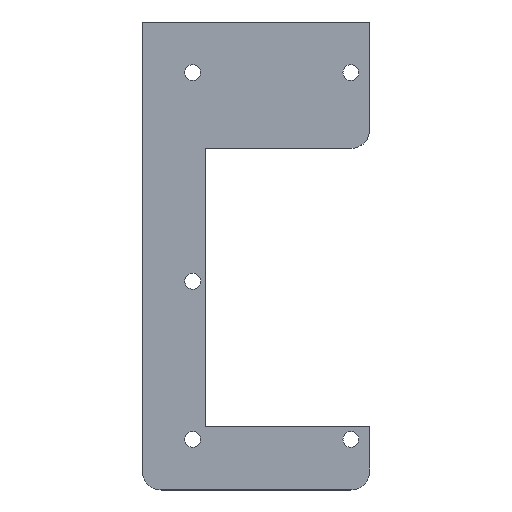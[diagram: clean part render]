
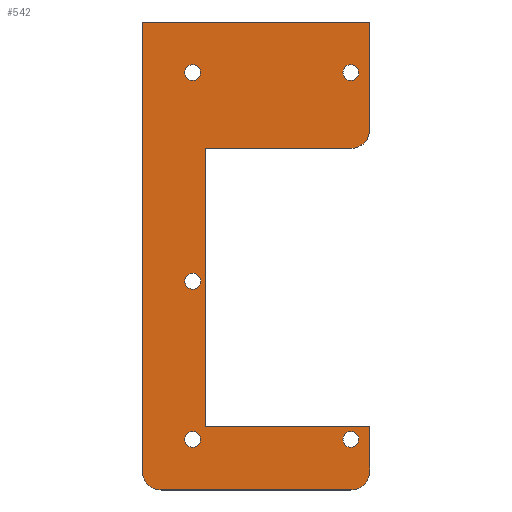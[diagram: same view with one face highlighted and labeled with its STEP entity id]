
A CAD part, top view. The second image highlights one B-rep face of the part: STEP entity #542.
In plain terms, the highlighted planar face has unit normal (0, 0, 1).
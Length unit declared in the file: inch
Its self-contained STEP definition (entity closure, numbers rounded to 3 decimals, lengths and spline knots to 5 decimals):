
#5 = DIRECTION ( 'NONE',  ( -1., 0., 0. ) ) ;
#12 = LINE ( 'NONE', #455, #430 ) ;
#32 = CARTESIAN_POINT ( 'NONE',  ( 4.125, 7.125, 0.125 ) ) ;
#34 = EDGE_CURVE ( 'NONE', #388, #388, #328, .T. ) ;
#47 = DIRECTION ( 'NONE',  ( 0., 0., -1. ) ) ;
#48 = CARTESIAN_POINT ( 'NONE',  ( 4.28125, 8.25, 0.125 ) ) ;
#51 = LINE ( 'NONE', #305, #317 ) ;
#63 = EDGE_CURVE ( 'NONE', #381, #540, #184, .T. ) ;
#64 = ORIENTED_EDGE ( 'NONE', *, *, #586, .T. ) ;
#68 = CARTESIAN_POINT ( 'NONE',  ( 1.15625, 1., 0.125 ) ) ;
#70 = CIRCLE ( 'NONE', #268, 0.375 ) ;
#71 = CARTESIAN_POINT ( 'NONE',  ( 1., 8.25, 0.125 ) ) ;
#76 = ORIENTED_EDGE ( 'NONE', *, *, #443, .T. ) ;
#80 = CARTESIAN_POINT ( 'NONE',  ( 0., 9.25, 0.125 ) ) ;
#81 = EDGE_CURVE ( 'NONE', #237, #584, #12, .T. ) ;
#86 = DIRECTION ( 'NONE',  ( 0., 0., -1. ) ) ;
#90 = ORIENTED_EDGE ( 'NONE', *, *, #115, .T. ) ;
#95 = LINE ( 'NONE', #446, #440 ) ;
#98 = AXIS2_PLACEMENT_3D ( 'NONE', #350, #594, #256 ) ;
#104 = DIRECTION ( 'NONE',  ( 1., 0., 0. ) ) ;
#113 = CARTESIAN_POINT ( 'NONE',  ( 4.125, 0.375, 0.125 ) ) ;
#115 = EDGE_CURVE ( 'NONE', #619, #531, #70, .T. ) ;
#129 = DIRECTION ( 'NONE',  ( 0., 1., 0. ) ) ;
#135 = CARTESIAN_POINT ( 'NONE',  ( 0., 6.75, 0.125 ) ) ;
#137 = DIRECTION ( 'NONE',  ( 1., 0., 0. ) ) ;
#143 = CARTESIAN_POINT ( 'NONE',  ( 0.375, 0., 0.125 ) ) ;
#154 = FACE_BOUND ( 'NONE', #507, .T. ) ;
#155 = AXIS2_PLACEMENT_3D ( 'NONE', #158, #164, #509 ) ;
#156 = CARTESIAN_POINT ( 'NONE',  ( 4.5, 9.25, 0.125 ) ) ;
#157 = FACE_BOUND ( 'NONE', #582, .T. ) ;
#158 = CARTESIAN_POINT ( 'NONE',  ( 0.375, 0.375, 0.125 ) ) ;
#163 = AXIS2_PLACEMENT_3D ( 'NONE', #575, #278, #415 ) ;
#164 = DIRECTION ( 'NONE',  ( 0., 0., 1. ) ) ;
#168 = EDGE_CURVE ( 'NONE', #596, #596, #236, .T. ) ;
#171 = CIRCLE ( 'NONE', #259, 0.15625 ) ;
#179 = DIRECTION ( 'NONE',  ( 1., 0., 0. ) ) ;
#183 = AXIS2_PLACEMENT_3D ( 'NONE', #32, #547, #502 ) ;
#184 = CIRCLE ( 'NONE', #155, 0.375 ) ;
#188 = VERTEX_POINT ( 'NONE', #472 ) ;
#195 = ORIENTED_EDGE ( 'NONE', *, *, #287, .T. ) ;
#201 = CARTESIAN_POINT ( 'NONE',  ( 4.125, 0., 0.125 ) ) ;
#203 = CARTESIAN_POINT ( 'NONE',  ( 4.5, 0.375, 0.125 ) ) ;
#216 = VECTOR ( 'NONE', #129, 39.37008 ) ;
#220 = DIRECTION ( 'NONE',  ( 1., 0., 0. ) ) ;
#225 = VECTOR ( 'NONE', #343, 39.37008 ) ;
#227 = VERTEX_POINT ( 'NONE', #332 ) ;
#229 = LINE ( 'NONE', #135, #380 ) ;
#234 = CARTESIAN_POINT ( 'NONE',  ( 4.5, 1.25, 0.125 ) ) ;
#236 = CIRCLE ( 'NONE', #163, 0.15625 ) ;
#237 = VERTEX_POINT ( 'NONE', #234 ) ;
#239 = EDGE_CURVE ( 'NONE', #227, #240, #229, .T. ) ;
#240 = VERTEX_POINT ( 'NONE', #529 ) ;
#242 = DIRECTION ( 'NONE',  ( 1., 0., 0. ) ) ;
#251 = LINE ( 'NONE', #550, #588 ) ;
#253 = CARTESIAN_POINT ( 'NONE',  ( 1.15625, 8.25, 0.125 ) ) ;
#255 = CARTESIAN_POINT ( 'NONE',  ( 1., 1., 0.125 ) ) ;
#256 = DIRECTION ( 'NONE',  ( 1., 0., 0. ) ) ;
#259 = AXIS2_PLACEMENT_3D ( 'NONE', #255, #543, #104 ) ;
#265 = EDGE_CURVE ( 'NONE', #642, #642, #647, .T. ) ;
#266 = DIRECTION ( 'NONE',  ( -1., 0., 0. ) ) ;
#268 = AXIS2_PLACEMENT_3D ( 'NONE', #113, #314, #511 ) ;
#271 = EDGE_LOOP ( 'NONE', ( #292, #279, #470, #569, #64, #90, #195, #372, #566, #490, #322 ) ) ;
#278 = DIRECTION ( 'NONE',  ( 0., 0., -1. ) ) ;
#279 = ORIENTED_EDGE ( 'NONE', *, *, #581, .T. ) ;
#284 = EDGE_LOOP ( 'NONE', ( #486 ) ) ;
#287 = EDGE_CURVE ( 'NONE', #531, #237, #525, .T. ) ;
#291 = CARTESIAN_POINT ( 'NONE',  ( 4.5, 9.25, 0.125 ) ) ;
#292 = ORIENTED_EDGE ( 'NONE', *, *, #484, .T. ) ;
#298 = FACE_BOUND ( 'NONE', #503, .T. ) ;
#301 = CARTESIAN_POINT ( 'NONE',  ( 4.125, 1., 0.125 ) ) ;
#302 = FACE_BOUND ( 'NONE', #284, .T. ) ;
#305 = CARTESIAN_POINT ( 'NONE',  ( 0., 9.25, 0.125 ) ) ;
#307 = VERTEX_POINT ( 'NONE', #80 ) ;
#308 = DIRECTION ( 'NONE',  ( 0., 0., -1. ) ) ;
#314 = DIRECTION ( 'NONE',  ( 0., 0., 1. ) ) ;
#317 = VECTOR ( 'NONE', #5, 39.37008 ) ;
#322 = ORIENTED_EDGE ( 'NONE', *, *, #364, .T. ) ;
#328 = CIRCLE ( 'NONE', #407, 0.15625 ) ;
#332 = CARTESIAN_POINT ( 'NONE',  ( 1.25, 6.75, 0.125 ) ) ;
#342 = CARTESIAN_POINT ( 'NONE',  ( 0., 0.375, 0.125 ) ) ;
#343 = DIRECTION ( 'NONE',  ( 0., -1., 0. ) ) ;
#345 = DIRECTION ( 'NONE',  ( 0., 1., 0. ) ) ;
#350 = CARTESIAN_POINT ( 'NONE',  ( 0., 9.25, 0.125 ) ) ;
#356 = AXIS2_PLACEMENT_3D ( 'NONE', #478, #86, #179 ) ;
#363 = VERTEX_POINT ( 'NONE', #464 ) ;
#364 = EDGE_CURVE ( 'NONE', #240, #188, #577, .T. ) ;
#367 = AXIS2_PLACEMENT_3D ( 'NONE', #301, #47, #595 ) ;
#372 = ORIENTED_EDGE ( 'NONE', *, *, #81, .T. ) ;
#377 = ORIENTED_EDGE ( 'NONE', *, *, #34, .T. ) ;
#380 = VECTOR ( 'NONE', #137, 39.37008 ) ;
#381 = VERTEX_POINT ( 'NONE', #342 ) ;
#388 = VERTEX_POINT ( 'NONE', #253 ) ;
#391 = ORIENTED_EDGE ( 'NONE', *, *, #265, .T. ) ;
#399 = CARTESIAN_POINT ( 'NONE',  ( 0., 9.25, 0.125 ) ) ;
#407 = AXIS2_PLACEMENT_3D ( 'NONE', #71, #308, #220 ) ;
#415 = DIRECTION ( 'NONE',  ( 1., 0., 0. ) ) ;
#424 = EDGE_CURVE ( 'NONE', #363, #363, #461, .T. ) ;
#430 = VECTOR ( 'NONE', #266, 39.37008 ) ;
#439 = FACE_BOUND ( 'NONE', #517, .T. ) ;
#440 = VECTOR ( 'NONE', #242, 39.37008 ) ;
#443 = EDGE_CURVE ( 'NONE', #606, #606, #171, .T. ) ;
#444 = DIRECTION ( 'NONE',  ( 0., 1., 0. ) ) ;
#446 = CARTESIAN_POINT ( 'NONE',  ( 0., 0., 0.125 ) ) ;
#455 = CARTESIAN_POINT ( 'NONE',  ( 0., 1.25, 0.125 ) ) ;
#456 = VERTEX_POINT ( 'NONE', #156 ) ;
#461 = CIRCLE ( 'NONE', #367, 0.15625 ) ;
#464 = CARTESIAN_POINT ( 'NONE',  ( 4.28125, 1., 0.125 ) ) ;
#470 = ORIENTED_EDGE ( 'NONE', *, *, #592, .T. ) ;
#472 = CARTESIAN_POINT ( 'NONE',  ( 4.5, 7.125, 0.125 ) ) ;
#478 = CARTESIAN_POINT ( 'NONE',  ( 1., 4.125, 0.125 ) ) ;
#484 = EDGE_CURVE ( 'NONE', #188, #456, #600, .T. ) ;
#486 = ORIENTED_EDGE ( 'NONE', *, *, #424, .T. ) ;
#490 = ORIENTED_EDGE ( 'NONE', *, *, #239, .T. ) ;
#495 = FACE_OUTER_BOUND ( 'NONE', #271, .T. ) ;
#501 = LINE ( 'NONE', #399, #225 ) ;
#502 = DIRECTION ( 'NONE',  ( -1., 0., 0. ) ) ;
#503 = EDGE_LOOP ( 'NONE', ( #589 ) ) ;
#507 = EDGE_LOOP ( 'NONE', ( #391 ) ) ;
#509 = DIRECTION ( 'NONE',  ( -1., 0., 0. ) ) ;
#511 = DIRECTION ( 'NONE',  ( -1., 0., 0. ) ) ;
#517 = EDGE_LOOP ( 'NONE', ( #76 ) ) ;
#524 = VECTOR ( 'NONE', #345, 39.37008 ) ;
#525 = LINE ( 'NONE', #291, #216 ) ;
#529 = CARTESIAN_POINT ( 'NONE',  ( 4.125, 6.75, 0.125 ) ) ;
#531 = VERTEX_POINT ( 'NONE', #203 ) ;
#539 = CARTESIAN_POINT ( 'NONE',  ( 1.25, 1.25, 0.125 ) ) ;
#540 = VERTEX_POINT ( 'NONE', #143 ) ;
#541 = CARTESIAN_POINT ( 'NONE',  ( 4.5, 9.25, 0.125 ) ) ;
#542 = ADVANCED_FACE ( 'NONE', ( #495, #439, #154, #157, #298, #302 ), #601, .T. ) ;
#543 = DIRECTION ( 'NONE',  ( 0., 0., -1. ) ) ;
#547 = DIRECTION ( 'NONE',  ( 0., 0., 1. ) ) ;
#550 = CARTESIAN_POINT ( 'NONE',  ( 1.25, 9.25, 0.125 ) ) ;
#566 = ORIENTED_EDGE ( 'NONE', *, *, #599, .T. ) ;
#569 = ORIENTED_EDGE ( 'NONE', *, *, #63, .T. ) ;
#575 = CARTESIAN_POINT ( 'NONE',  ( 4.125, 8.25, 0.125 ) ) ;
#577 = CIRCLE ( 'NONE', #183, 0.375 ) ;
#581 = EDGE_CURVE ( 'NONE', #456, #307, #51, .T. ) ;
#582 = EDGE_LOOP ( 'NONE', ( #377 ) ) ;
#584 = VERTEX_POINT ( 'NONE', #539 ) ;
#586 = EDGE_CURVE ( 'NONE', #540, #619, #95, .T. ) ;
#588 = VECTOR ( 'NONE', #444, 39.37008 ) ;
#589 = ORIENTED_EDGE ( 'NONE', *, *, #168, .T. ) ;
#591 = CARTESIAN_POINT ( 'NONE',  ( 1.15625, 4.125, 0.125 ) ) ;
#592 = EDGE_CURVE ( 'NONE', #307, #381, #501, .T. ) ;
#594 = DIRECTION ( 'NONE',  ( 0., 0., 1. ) ) ;
#595 = DIRECTION ( 'NONE',  ( 1., 0., 0. ) ) ;
#596 = VERTEX_POINT ( 'NONE', #48 ) ;
#599 = EDGE_CURVE ( 'NONE', #584, #227, #251, .T. ) ;
#600 = LINE ( 'NONE', #541, #524 ) ;
#601 = PLANE ( 'NONE',  #98 ) ;
#606 = VERTEX_POINT ( 'NONE', #68 ) ;
#619 = VERTEX_POINT ( 'NONE', #201 ) ;
#642 = VERTEX_POINT ( 'NONE', #591 ) ;
#647 = CIRCLE ( 'NONE', #356, 0.15625 ) ;
